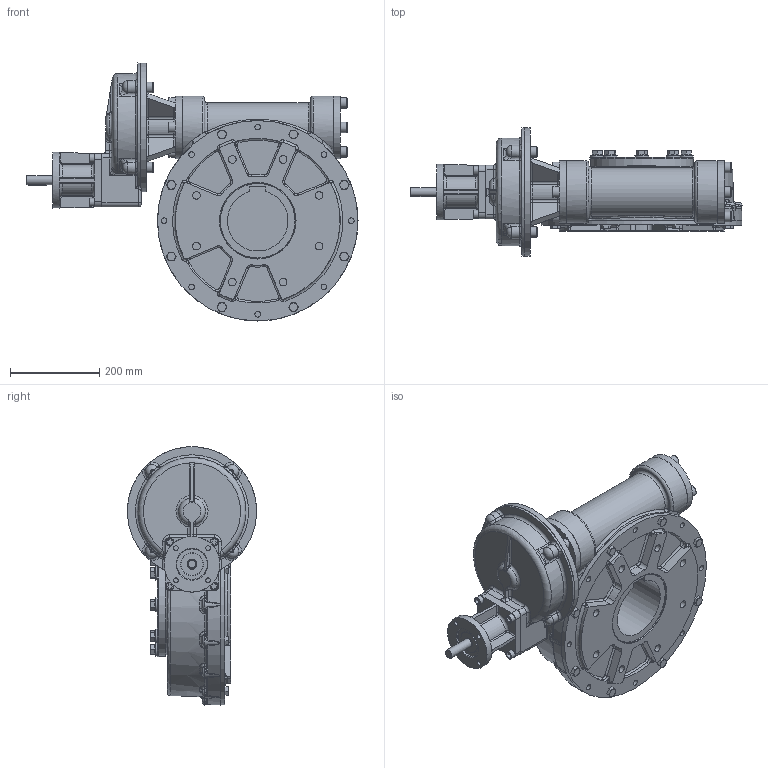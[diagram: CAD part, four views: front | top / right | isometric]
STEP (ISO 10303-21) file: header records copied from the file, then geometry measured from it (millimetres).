
FILE_DESCRIPTION(/* description */ ('Unknown'),/* implementation_level */ '2;1');
FILE_NAME(/* name */ 'PUB-MTW7IRS-F10-F30',/* time_stamp */ '2015-12-09T13:50:27+00:00',/* author */ ('Unknown'),/* organization */ ('Unknown'),/* preprocessor_version */ 'ST-DEVELOPER v16',/* originating_system */ 'DEX',/* authorisation */ $);
FILE_SCHEMA (('AUTOMOTIVE_DESIGN {1 0 10303 214 3 1 1}'));
Length unit declared in the file: millimetre
Products named in the file (1): PUB-MTW7IRS-F10-F30
Bounding box: 745.27 x 289.28 x 579.19 mm (x, y, z)
Surface area: 1231424.8 mm2 (no closed solid volume)
Topology: 0 solids, 54 shells, 1160 faces, 3017 edges, 1827 vertices
Faces by surface type: plane 379, cylinder 245, bspline 211, torus 158, cone 145, sphere 22
Full cylindrical faces by diameter (mm): 10.5 x4, 12.5 x8, 17.294 x8, 18 x4, 20 x1, 24 x12, 32 x8, 50 x1, 70.05 x1, 125 x1, 140 x2, 170 x2, 230 x1, 230.25 x1, 235 x1, 251.5 x1, 289 x1, 450 x1
Entity records: 57343 total; most frequent: CARTESIAN_POINT 31153, ORIENTED_EDGE 5277, DIRECTION 5003, EDGE_CURVE 2839, AXIS2_PLACEMENT_3D 2107, VERTEX_POINT 1800, EDGE_LOOP 1370, FACE_BOUND 1370
